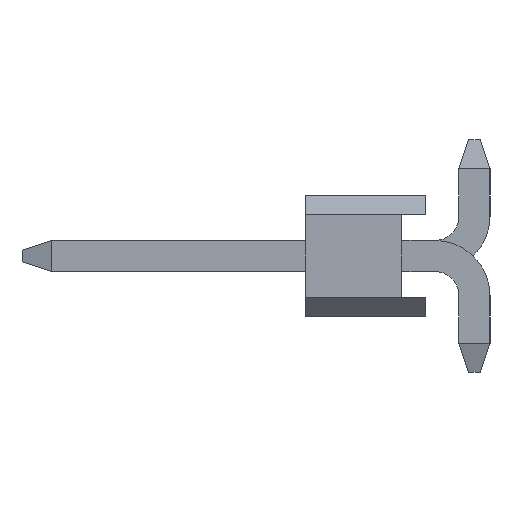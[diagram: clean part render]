
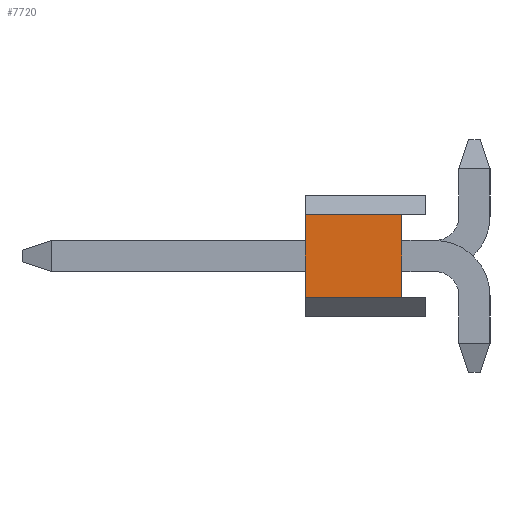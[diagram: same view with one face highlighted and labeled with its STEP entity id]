
A CAD part, left-side view. The second image highlights one B-rep face of the part: STEP entity #7720.
In plain terms, the highlighted planar face has unit normal (-1, 0, 0).
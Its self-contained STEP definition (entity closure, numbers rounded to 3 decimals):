
#1=DIRECTION('',(0.,1.,0.));
#2=VECTOR('',#1,1.99);
#3=CARTESIAN_POINT('',(-20.32,-0.745,-0.855));
#4=LINE('',#3,#2);
#5=DIRECTION('',(0.,0.,1.));
#6=VECTOR('',#5,1.71);
#7=CARTESIAN_POINT('',(-20.32,1.245,-0.855));
#8=LINE('',#7,#6);
#9=DIRECTION('',(0.,1.,0.));
#10=VECTOR('',#9,1.99);
#11=CARTESIAN_POINT('',(-20.32,-0.745,0.855));
#12=LINE('',#11,#10);
#13=DIRECTION('',(0.,0.,-1.));
#14=VECTOR('',#13,1.71);
#15=CARTESIAN_POINT('',(-20.32,-0.745,0.855));
#16=LINE('',#15,#14);
#5985=CARTESIAN_POINT('',(-20.32,-0.745,-0.855));
#5986=CARTESIAN_POINT('',(-20.32,1.245,-0.855));
#5987=VERTEX_POINT('',#5985);
#5988=VERTEX_POINT('',#5986);
#6008=CARTESIAN_POINT('',(-20.32,1.245,0.855));
#6010=VERTEX_POINT('',#6008);
#6127=CARTESIAN_POINT('',(-20.32,-0.745,0.855));
#6128=VERTEX_POINT('',#6127);
#7705=CARTESIAN_POINT('',(-20.32,0.,0.));
#7706=DIRECTION('',(1.,0.,0.));
#7707=DIRECTION('',(0.,0.,-1.));
#7708=AXIS2_PLACEMENT_3D('',#7705,#7706,#7707);
#7709=PLANE('',#7708);
#7711=ORIENTED_EDGE('',*,*,#7710,.T.);
#7713=ORIENTED_EDGE('',*,*,#7712,.T.);
#7715=ORIENTED_EDGE('',*,*,#7714,.F.);
#7717=ORIENTED_EDGE('',*,*,#7716,.T.);
#7718=EDGE_LOOP('',(#7711,#7713,#7715,#7717));
#7719=FACE_OUTER_BOUND('',#7718,.F.);
#7720=ADVANCED_FACE('',(#7719),#7709,.F.);
#7710=EDGE_CURVE('',#5987,#5988,#4,.T.);
#7712=EDGE_CURVE('',#5988,#6010,#8,.T.);
#7714=EDGE_CURVE('',#6128,#6010,#12,.T.);
#7716=EDGE_CURVE('',#6128,#5987,#16,.T.);
